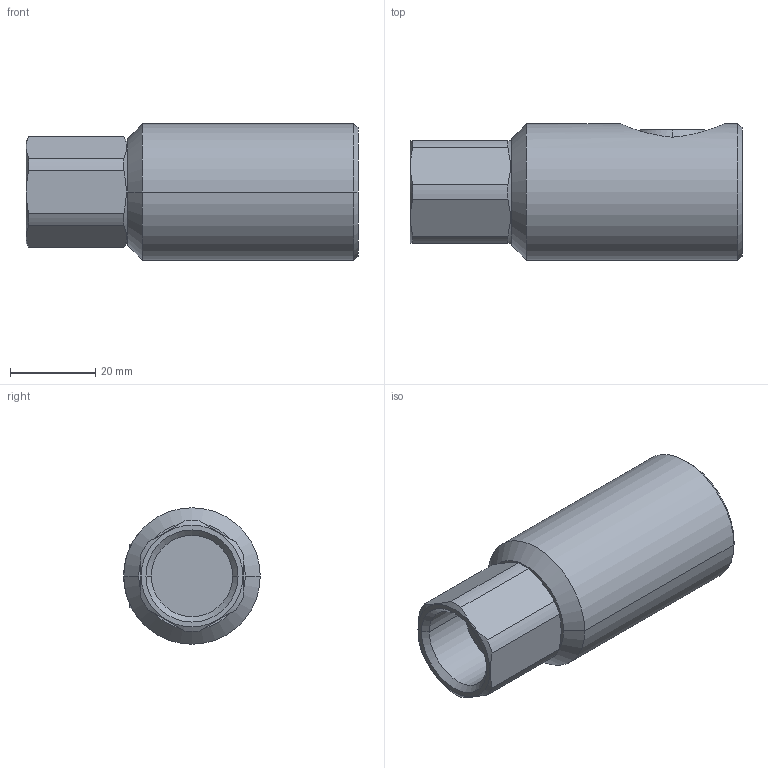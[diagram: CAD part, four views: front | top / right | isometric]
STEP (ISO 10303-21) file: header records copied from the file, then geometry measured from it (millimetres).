
FILE_DESCRIPTION (( 'STEP AP203' ), '1' );
FILE_NAME ('07430204.STEP', '2011-07-25T12:09:42', ( 'SP' ), ( 'sopra-pneumatic' ), 'SwSTEP 2.0', 'SolidWorks 2011', '' );
FILE_SCHEMA (( 'CONFIG_CONTROL_DESIGN' ));
Length unit declared in the file: millimetre
Products named in the file (1): 07430204
Bounding box: 77.8 x 32 x 32 mm (x, y, z)
Volume: 49070.3 mm3; surface area: 9887.8 mm2
Topology: 1 solids, 1 shells, 62 faces, 158 edges, 103 vertices
Faces by surface type: plane 25, cylinder 19, cone 16, sphere 2
Entity records: 2165 total; most frequent: CARTESIAN_POINT 600, ORIENTED_EDGE 316, DIRECTION 306, EDGE_CURVE 158, AXIS2_PLACEMENT_3D 121, VERTEX_POINT 103, EDGE_LOOP 67, VECTOR 64
